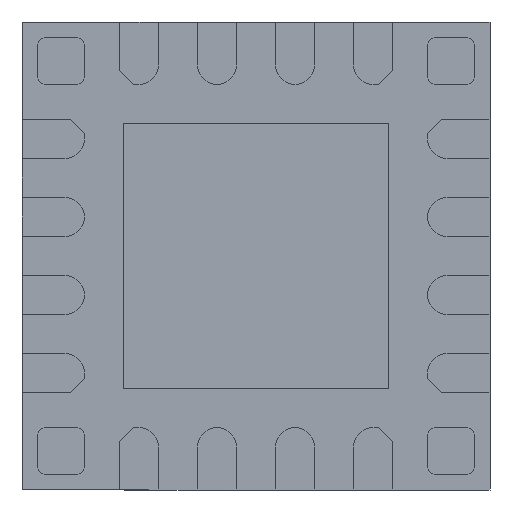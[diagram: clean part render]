
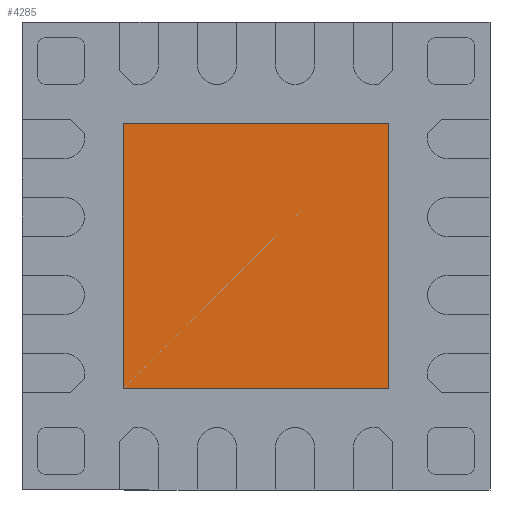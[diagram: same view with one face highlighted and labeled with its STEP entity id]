
A CAD part, front view. The second image highlights one B-rep face of the part: STEP entity #4285.
In plain terms, the highlighted planar face has unit normal (0, -1, 0).
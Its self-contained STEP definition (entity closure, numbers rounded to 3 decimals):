
#95 = DIRECTION ( 'NONE',  ( 0., 0., 1. ) ) ;
#1112 = LINE ( 'NONE', #7379, #7977 ) ;
#1284 = PLANE ( 'NONE',  #6612 ) ;
#1678 = CARTESIAN_POINT ( 'NONE',  ( 0.85, 0., 0.85 ) ) ;
#2007 = VECTOR ( 'NONE', #6517, 1000. ) ;
#2379 = CARTESIAN_POINT ( 'NONE',  ( 0.85, 0., -0.85 ) ) ;
#2703 = VERTEX_POINT ( 'NONE', #5259 ) ;
#2868 = ORIENTED_EDGE ( 'NONE', *, *, #4825, .F. ) ;
#3425 = CARTESIAN_POINT ( 'NONE',  ( 0., 0., 0. ) ) ;
#3874 = VECTOR ( 'NONE', #4950, 1000. ) ;
#4285 = ADVANCED_FACE ( 'NONE', ( #7993 ), #1284, .F. ) ;
#4301 = DIRECTION ( 'NONE',  ( 0., 0., -1. ) ) ;
#4825 = EDGE_CURVE ( 'NONE', #5636, #5289, #7776, .T. ) ;
#4950 = DIRECTION ( 'NONE',  ( -1., 0., 0. ) ) ;
#5103 = LINE ( 'NONE', #7761, #5531 ) ;
#5248 = DIRECTION ( 'NONE',  ( 0., 0., 1. ) ) ;
#5259 = CARTESIAN_POINT ( 'NONE',  ( -0.85, 0., 0.85 ) ) ;
#5289 = VERTEX_POINT ( 'NONE', #8880 ) ;
#5531 = VECTOR ( 'NONE', #4301, 1000. ) ;
#5636 = VERTEX_POINT ( 'NONE', #2379 ) ;
#5653 = CARTESIAN_POINT ( 'NONE',  ( -0.85, 0., -0.85 ) ) ;
#5780 = EDGE_CURVE ( 'NONE', #5289, #2703, #1112, .T. ) ;
#5988 = ORIENTED_EDGE ( 'NONE', *, *, #5780, .F. ) ;
#6410 = DIRECTION ( 'NONE',  ( 0., 1., 0. ) ) ;
#6517 = DIRECTION ( 'NONE',  ( 1., 0., 0. ) ) ;
#6612 = AXIS2_PLACEMENT_3D ( 'NONE', #3425, #6410, #95 ) ;
#6700 = ORIENTED_EDGE ( 'NONE', *, *, #8784, .F. ) ;
#6868 = ORIENTED_EDGE ( 'NONE', *, *, #8026, .F. ) ;
#7379 = CARTESIAN_POINT ( 'NONE',  ( -0.85, 0., 0.85 ) ) ;
#7761 = CARTESIAN_POINT ( 'NONE',  ( 0.85, 0., -0.85 ) ) ;
#7776 = LINE ( 'NONE', #5653, #3874 ) ;
#7977 = VECTOR ( 'NONE', #5248, 1000. ) ;
#7993 = FACE_OUTER_BOUND ( 'NONE', #8528, .T. ) ;
#8026 = EDGE_CURVE ( 'NONE', #8596, #5636, #5103, .T. ) ;
#8528 = EDGE_LOOP ( 'NONE', ( #5988, #2868, #6868, #6700 ) ) ;
#8596 = VERTEX_POINT ( 'NONE', #9051 ) ;
#8784 = EDGE_CURVE ( 'NONE', #2703, #8596, #8856, .T. ) ;
#8856 = LINE ( 'NONE', #1678, #2007 ) ;
#8880 = CARTESIAN_POINT ( 'NONE',  ( -0.85, 0., -0.85 ) ) ;
#9051 = CARTESIAN_POINT ( 'NONE',  ( 0.85, 0., 0.85 ) ) ;
